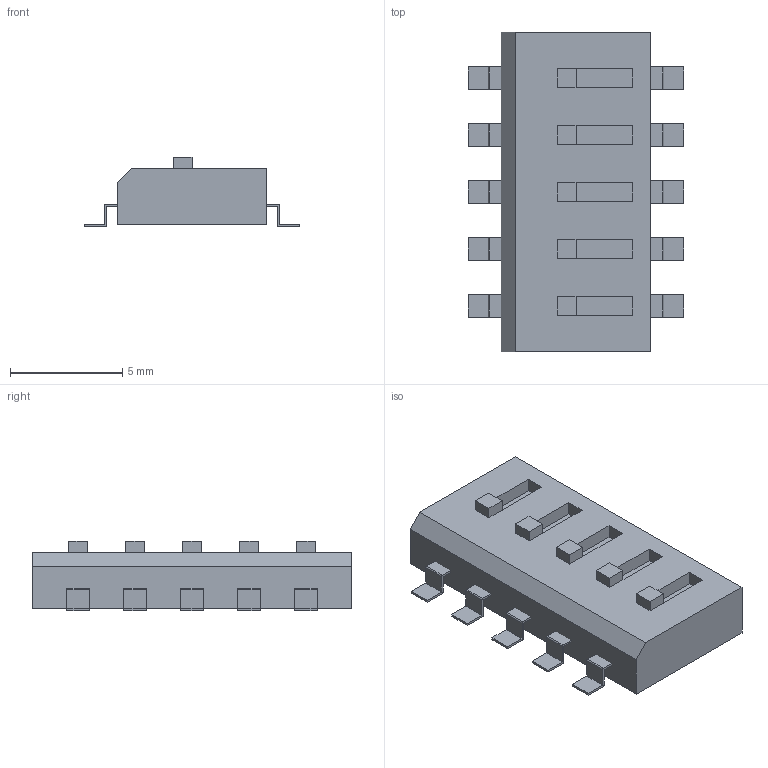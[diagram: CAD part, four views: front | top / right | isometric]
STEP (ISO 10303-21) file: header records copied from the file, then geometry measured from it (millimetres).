
FILE_DESCRIPTION(/* description */ ('model of SW_DIP_x5_W8.61mm_Slide_LowProfile'),/* implementation_level */ '2;1');
FILE_NAME(/* name */ 'SW_DIP_x5_W8.61mm_Slide_LowProfile.step',/* time_stamp */ '2017-10-28T13:06:14',/* author */ ('kicad StepUp','ksu'),/* organization */ ('FreeCAD'),/* preprocessor_version */ 'OCC',/* originating_system */ 'kicad StepUp',/* authorisation */ '');
FILE_SCHEMA(('AUTOMOTIVE_DESIGN { 1 0 10303 214 1 1 1 1 }'));
Length unit declared in the file: millimetre
Products named in the file (5): ASSEMBLY; SW_DIP_x5_W861mm_Slide_LowProfile001; Shape0_0746915855176; Shape0_720606216135; SW_DIP_x5_W861mm_Slide_LowProfile
Assembly tree (4 placements, depth 2):
  ASSEMBLY
    SW_DIP_x5_W861mm_Slide_LowProfile001
    Shape0_0746915855176
    Shape0_720606216135
    SW_DIP_x5_W861mm_Slide_LowProfile
Bounding box: 9.61 x 14.26 x 3.1 mm (x, y, z)
Surface area: 786.8 mm2
Topology: 12 solids, 12 shells, 204 faces, 500 edges, 330 vertices
Faces by surface type: plane 184, cylinder 20
Entity records: 6434 total; most frequent: CARTESIAN_POINT 1039, ORIENTED_EDGE 1000, DIRECTION 958, EDGE_CURVE 500, LINE 460, VECTOR 460, VERTEX_POINT 330, AXIS2_PLACEMENT_3D 249
